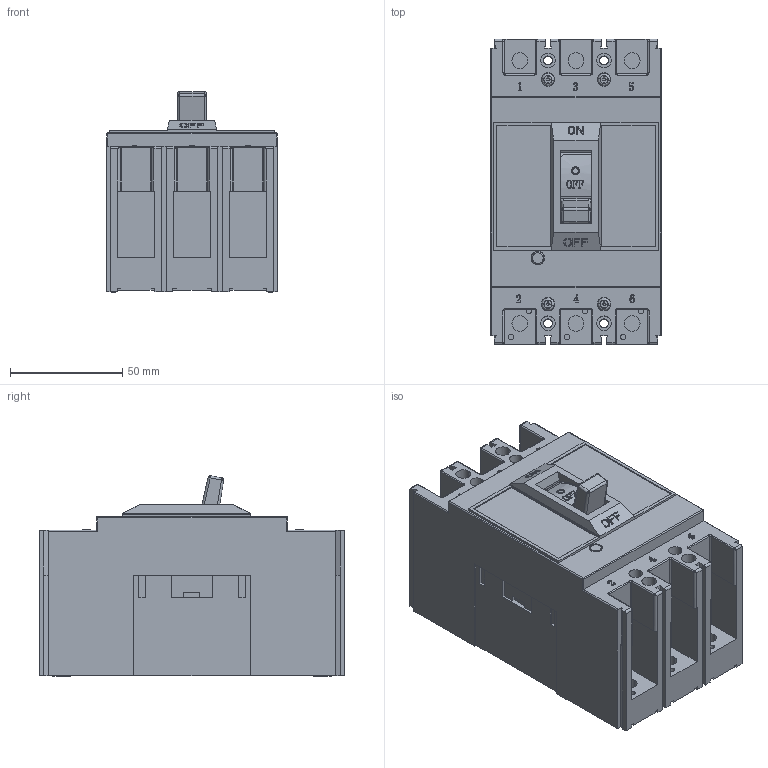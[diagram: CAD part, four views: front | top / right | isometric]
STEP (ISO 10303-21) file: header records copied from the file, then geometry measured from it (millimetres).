
FILE_DESCRIPTION (( 'STEP AP214' ), '1' );
FILE_NAME ('Âûêë. àâò. ÂÀ66-31 3Ð 16À 18êÀ GENERICA.STEP', '2020-12-03T12:43:53', ( '' ), ( '' ), 'SwSTEP 2.0', 'SolidWorks 2017', '' );
FILE_SCHEMA (( 'AUTOMOTIVE_DESIGN' ));
Length unit declared in the file: millimetre
Products named in the file (1): Âûêë. àâò. ÂÀ66-31 3Ð 16À 18êÀ GENERICA
Bounding box: 76 x 136 x 89.27 mm (x, y, z)
Volume: 617931.4 mm3; surface area: 73041.8 mm2
Topology: 1 solids, 1 shells, 928 faces, 2471 edges, 1594 vertices
Faces by surface type: plane 544, cylinder 195, bspline 169, cone 20
Entity records: 37245 total; most frequent: CARTESIAN_POINT 15434, ORIENTED_EDGE 4910, DIRECTION 3844, EDGE_CURVE 2455, VECTOR 1640, LINE 1640, VERTEX_POINT 1594, AXIS2_PLACEMENT_3D 1102
